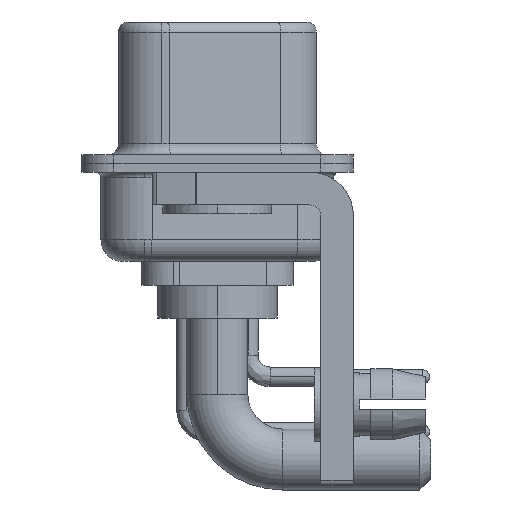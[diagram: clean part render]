
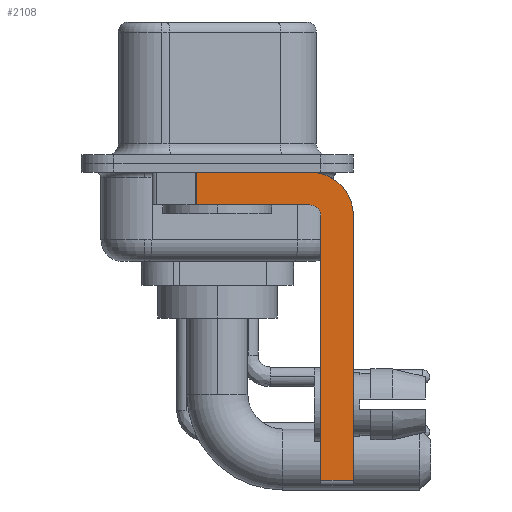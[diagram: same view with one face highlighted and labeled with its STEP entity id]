
A CAD part, left-side view. The second image highlights one B-rep face of the part: STEP entity #2108.
In plain terms, the highlighted planar face has unit normal (-1, 0, 0).
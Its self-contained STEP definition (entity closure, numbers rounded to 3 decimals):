
#227 = CARTESIAN_POINT ( 'NONE',  ( -2.9, -4.75, -14.55 ) ) ;
#436 = CARTESIAN_POINT ( 'NONE',  ( -2.9, 0.978, -1.9 ) ) ;
#2108 = ADVANCED_FACE ( 'NONE', ( #19188 ), #11608, .F. ) ;
#2339 = CARTESIAN_POINT ( 'NONE',  ( -2.9, 0.978, -1.9 ) ) ;
#2560 = CARTESIAN_POINT ( 'NONE',  ( -2.9, -4.25, -2.4 ) ) ;
#3155 = CARTESIAN_POINT ( 'NONE',  ( -2.9, -6.25, -2.4 ) ) ;
#3323 = VECTOR ( 'NONE', #23939, 1000. ) ;
#3335 = VECTOR ( 'NONE', #5862, 1000. ) ;
#3641 = LINE ( 'NONE', #9651, #24057 ) ;
#3742 = LINE ( 'NONE', #7740, #3335 ) ;
#3758 = ORIENTED_EDGE ( 'NONE', *, *, #19234, .T. ) ;
#3857 = DIRECTION ( 'NONE',  ( 0., 0., -1. ) ) ;
#3979 = DIRECTION ( 'NONE',  ( 1., 0., 0. ) ) ;
#4546 = ORIENTED_EDGE ( 'NONE', *, *, #13467, .F. ) ;
#4695 = LINE ( 'NONE', #16242, #3323 ) ;
#4895 = VECTOR ( 'NONE', #10082, 1000. ) ;
#5192 = VECTOR ( 'NONE', #17157, 1000. ) ;
#5526 = CARTESIAN_POINT ( 'NONE',  ( -2.9, -4.25, -2.4 ) ) ;
#5681 = CARTESIAN_POINT ( 'NONE',  ( -2.9, -6.25, -2.4 ) ) ;
#5749 = DIRECTION ( 'NONE',  ( 0., 0., 1. ) ) ;
#5862 = DIRECTION ( 'NONE',  ( 0., 1., 0. ) ) ;
#5992 = VERTEX_POINT ( 'NONE', #7564 ) ;
#6016 = VERTEX_POINT ( 'NONE', #15495 ) ;
#6537 = DIRECTION ( 'NONE',  ( 0., 0., -1. ) ) ;
#7220 = CARTESIAN_POINT ( 'NONE',  ( -2.9, -4.25, -2.4 ) ) ;
#7350 = AXIS2_PLACEMENT_3D ( 'NONE', #2560, #21657, #6537 ) ;
#7564 = CARTESIAN_POINT ( 'NONE',  ( -2.9, -4.25, -1.9 ) ) ;
#7590 = CARTESIAN_POINT ( 'NONE',  ( -2.9, -4.25, -14.55 ) ) ;
#7740 = CARTESIAN_POINT ( 'NONE',  ( -2.9, -4.25, -1.9 ) ) ;
#8594 = EDGE_CURVE ( 'NONE', #18782, #15464, #3641, .T. ) ;
#9025 = EDGE_LOOP ( 'NONE', ( #4546, #3758, #9136, #12466, #16293, #11405, #17015, #15027 ) ) ;
#9136 = ORIENTED_EDGE ( 'NONE', *, *, #15259, .F. ) ;
#9651 = CARTESIAN_POINT ( 'NONE',  ( -2.9, -4.75, -14.8 ) ) ;
#10082 = DIRECTION ( 'NONE',  ( 0., 0., -1. ) ) ;
#10341 = EDGE_CURVE ( 'NONE', #18782, #20298, #24332, .T. ) ;
#11405 = ORIENTED_EDGE ( 'NONE', *, *, #10341, .T. ) ;
#11608 = PLANE ( 'NONE',  #16682 ) ;
#11748 = CIRCLE ( 'NONE', #7350, 2. ) ;
#12430 = EDGE_CURVE ( 'NONE', #15464, #5992, #24147, .T. ) ;
#12466 = ORIENTED_EDGE ( 'NONE', *, *, #12430, .F. ) ;
#12700 = DIRECTION ( 'NONE',  ( 0., 0., 1. ) ) ;
#12938 = DIRECTION ( 'NONE',  ( -1., 0., 0. ) ) ;
#13228 = DIRECTION ( 'NONE',  ( 0., 0., -1. ) ) ;
#13467 = EDGE_CURVE ( 'NONE', #22671, #6016, #4695, .T. ) ;
#14329 = CARTESIAN_POINT ( 'NONE',  ( -2.9, -6.25, -14.55 ) ) ;
#15027 = ORIENTED_EDGE ( 'NONE', *, *, #16210, .F. ) ;
#15259 = EDGE_CURVE ( 'NONE', #5992, #21143, #3742, .T. ) ;
#15464 = VERTEX_POINT ( 'NONE', #23746 ) ;
#15495 = CARTESIAN_POINT ( 'NONE',  ( -2.9, -4.25, -0.4 ) ) ;
#16115 = AXIS2_PLACEMENT_3D ( 'NONE', #5526, #12938, #12700 ) ;
#16210 = EDGE_CURVE ( 'NONE', #6016, #20350, #11748, .T. ) ;
#16242 = CARTESIAN_POINT ( 'NONE',  ( -2.9, 3., -0.4 ) ) ;
#16293 = ORIENTED_EDGE ( 'NONE', *, *, #8594, .F. ) ;
#16682 = AXIS2_PLACEMENT_3D ( 'NONE', #7220, #3979, #3857 ) ;
#17000 = LINE ( 'NONE', #5681, #20329 ) ;
#17015 = ORIENTED_EDGE ( 'NONE', *, *, #19097, .F. ) ;
#17157 = DIRECTION ( 'NONE',  ( 0., -1., 0. ) ) ;
#17260 = LINE ( 'NONE', #436, #4895 ) ;
#18782 = VERTEX_POINT ( 'NONE', #227 ) ;
#19097 = EDGE_CURVE ( 'NONE', #20350, #20298, #17000, .T. ) ;
#19188 = FACE_OUTER_BOUND ( 'NONE', #9025, .T. ) ;
#19234 = EDGE_CURVE ( 'NONE', #22671, #21143, #17260, .T. ) ;
#20298 = VERTEX_POINT ( 'NONE', #14329 ) ;
#20329 = VECTOR ( 'NONE', #13228, 1000. ) ;
#20350 = VERTEX_POINT ( 'NONE', #3155 ) ;
#21143 = VERTEX_POINT ( 'NONE', #2339 ) ;
#21657 = DIRECTION ( 'NONE',  ( 1., 0., 0. ) ) ;
#22671 = VERTEX_POINT ( 'NONE', #23052 ) ;
#23052 = CARTESIAN_POINT ( 'NONE',  ( -2.9, 0.978, -0.4 ) ) ;
#23746 = CARTESIAN_POINT ( 'NONE',  ( -2.9, -4.75, -2.4 ) ) ;
#23939 = DIRECTION ( 'NONE',  ( 0., -1., 0. ) ) ;
#24057 = VECTOR ( 'NONE', #5749, 1000. ) ;
#24147 = CIRCLE ( 'NONE', #16115, 0.5 ) ;
#24332 = LINE ( 'NONE', #7590, #5192 ) ;
